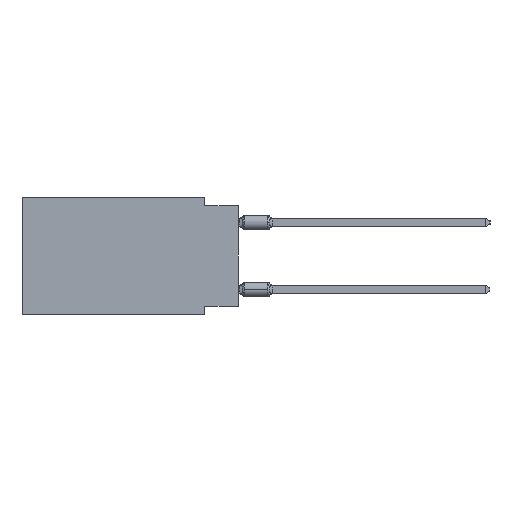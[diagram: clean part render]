
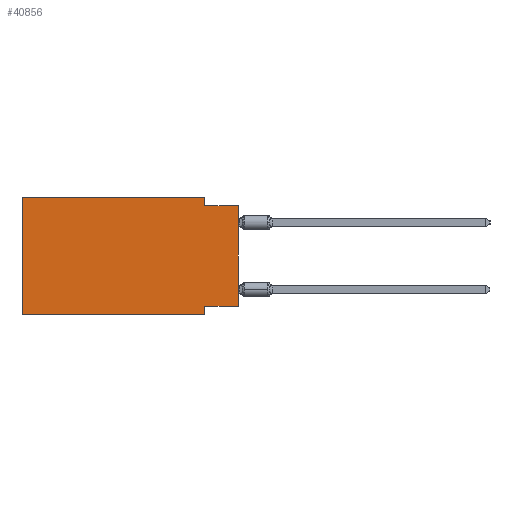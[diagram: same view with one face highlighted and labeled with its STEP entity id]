
A CAD part, left-side view. The second image highlights one B-rep face of the part: STEP entity #40856.
In plain terms, the highlighted planar face has unit normal (-1, 0, 0).
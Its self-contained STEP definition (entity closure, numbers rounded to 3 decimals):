
#446 = EDGE_CURVE ( 'NONE', #55090, #62056, #62319, .T. ) ;
#1393 = VECTOR ( 'NONE', #8184, 1000. ) ;
#1600 = ORIENTED_EDGE ( 'NONE', *, *, #55282, .T. ) ;
#2643 = VECTOR ( 'NONE', #2878, 1000. ) ;
#2659 = DIRECTION ( 'NONE',  ( 0., 0., -1. ) ) ;
#2878 = DIRECTION ( 'NONE',  ( 0., 0., -1. ) ) ;
#3161 = DIRECTION ( 'NONE',  ( 0., -1., 0. ) ) ;
#3280 = FACE_OUTER_BOUND ( 'NONE', #21861, .T. ) ;
#3789 = LINE ( 'NONE', #7934, #9765 ) ;
#6798 = DIRECTION ( 'NONE',  ( 1., 0., 0. ) ) ;
#7831 = VERTEX_POINT ( 'NONE', #21288 ) ;
#7934 = CARTESIAN_POINT ( 'NONE',  ( 0., 16.383, 0. ) ) ;
#8184 = DIRECTION ( 'NONE',  ( 0., 0., 1. ) ) ;
#9462 = ORIENTED_EDGE ( 'NONE', *, *, #446, .T. ) ;
#9765 = VECTOR ( 'NONE', #56048, 1000. ) ;
#12045 = EDGE_CURVE ( 'NONE', #46383, #7831, #58746, .T. ) ;
#12495 = PLANE ( 'NONE',  #35376 ) ;
#12537 = CARTESIAN_POINT ( 'NONE',  ( 0., 0., -0.635 ) ) ;
#12957 = LINE ( 'NONE', #51562, #1393 ) ;
#13276 = VECTOR ( 'NONE', #20476, 1000. ) ;
#13817 = ORIENTED_EDGE ( 'NONE', *, *, #59516, .F. ) ;
#14743 = DIRECTION ( 'NONE',  ( 0., 0., -1. ) ) ;
#16065 = CARTESIAN_POINT ( 'NONE',  ( 0., 0., -0.635 ) ) ;
#18073 = CARTESIAN_POINT ( 'NONE',  ( 0., 16.383, -8.89 ) ) ;
#19263 = DIRECTION ( 'NONE',  ( 0., 0., 1. ) ) ;
#20476 = DIRECTION ( 'NONE',  ( 0., 1., 0. ) ) ;
#20911 = CARTESIAN_POINT ( 'NONE',  ( 0., 16.383, -8.89 ) ) ;
#21288 = CARTESIAN_POINT ( 'NONE',  ( 0., 2.54, -8.255 ) ) ;
#21396 = CARTESIAN_POINT ( 'NONE',  ( 0., 16.383, 0. ) ) ;
#21406 = EDGE_CURVE ( 'NONE', #46770, #37086, #47733, .T. ) ;
#21861 = EDGE_LOOP ( 'NONE', ( #1600, #22886, #25081, #13817, #47158, #9462, #46811, #33765 ) ) ;
#22886 = ORIENTED_EDGE ( 'NONE', *, *, #47695, .F. ) ;
#23300 = DIRECTION ( 'NONE',  ( 0., -1., 0. ) ) ;
#23700 = LINE ( 'NONE', #32556, #54938 ) ;
#23725 = CARTESIAN_POINT ( 'NONE',  ( 0., 0., -8.255 ) ) ;
#25081 = ORIENTED_EDGE ( 'NONE', *, *, #21406, .F. ) ;
#26159 = EDGE_CURVE ( 'NONE', #7831, #62056, #34664, .T. ) ;
#30201 = VERTEX_POINT ( 'NONE', #16065 ) ;
#32556 = CARTESIAN_POINT ( 'NONE',  ( 0., 16.383, 0. ) ) ;
#33765 = ORIENTED_EDGE ( 'NONE', *, *, #12045, .F. ) ;
#34664 = LINE ( 'NONE', #48910, #35347 ) ;
#34747 = VECTOR ( 'NONE', #3161, 1000. ) ;
#35347 = VECTOR ( 'NONE', #14743, 1000. ) ;
#35376 = AXIS2_PLACEMENT_3D ( 'NONE', #21396, #6798, #2659 ) ;
#35634 = CARTESIAN_POINT ( 'NONE',  ( 0., 0., -8.255 ) ) ;
#36588 = LINE ( 'NONE', #12537, #48991 ) ;
#37086 = VERTEX_POINT ( 'NONE', #44052 ) ;
#37251 = VERTEX_POINT ( 'NONE', #55104 ) ;
#38231 = CARTESIAN_POINT ( 'NONE',  ( 0., 2.54, 0. ) ) ;
#40856 = ADVANCED_FACE ( 'NONE', ( #3280 ), #12495, .F. ) ;
#44052 = CARTESIAN_POINT ( 'NONE',  ( 0., 2.54, -0.635 ) ) ;
#45756 = CARTESIAN_POINT ( 'NONE',  ( 0., 2.54, -8.89 ) ) ;
#46383 = VERTEX_POINT ( 'NONE', #23725 ) ;
#46770 = VERTEX_POINT ( 'NONE', #61410 ) ;
#46811 = ORIENTED_EDGE ( 'NONE', *, *, #26159, .F. ) ;
#47158 = ORIENTED_EDGE ( 'NONE', *, *, #54335, .F. ) ;
#47695 = EDGE_CURVE ( 'NONE', #37086, #30201, #36588, .T. ) ;
#47733 = LINE ( 'NONE', #38231, #2643 ) ;
#48910 = CARTESIAN_POINT ( 'NONE',  ( 0., 2.54, -8.89 ) ) ;
#48991 = VECTOR ( 'NONE', #23300, 1000. ) ;
#51562 = CARTESIAN_POINT ( 'NONE',  ( 0., 0., 0. ) ) ;
#54335 = EDGE_CURVE ( 'NONE', #55090, #37251, #23700, .T. ) ;
#54938 = VECTOR ( 'NONE', #19263, 1000. ) ;
#55090 = VERTEX_POINT ( 'NONE', #20911 ) ;
#55104 = CARTESIAN_POINT ( 'NONE',  ( 0., 16.383, 0. ) ) ;
#55282 = EDGE_CURVE ( 'NONE', #46383, #30201, #12957, .T. ) ;
#56048 = DIRECTION ( 'NONE',  ( 0., -1., 0. ) ) ;
#58746 = LINE ( 'NONE', #35634, #13276 ) ;
#59516 = EDGE_CURVE ( 'NONE', #37251, #46770, #3789, .T. ) ;
#61410 = CARTESIAN_POINT ( 'NONE',  ( 0., 2.54, 0. ) ) ;
#62056 = VERTEX_POINT ( 'NONE', #45756 ) ;
#62319 = LINE ( 'NONE', #18073, #34747 ) ;
